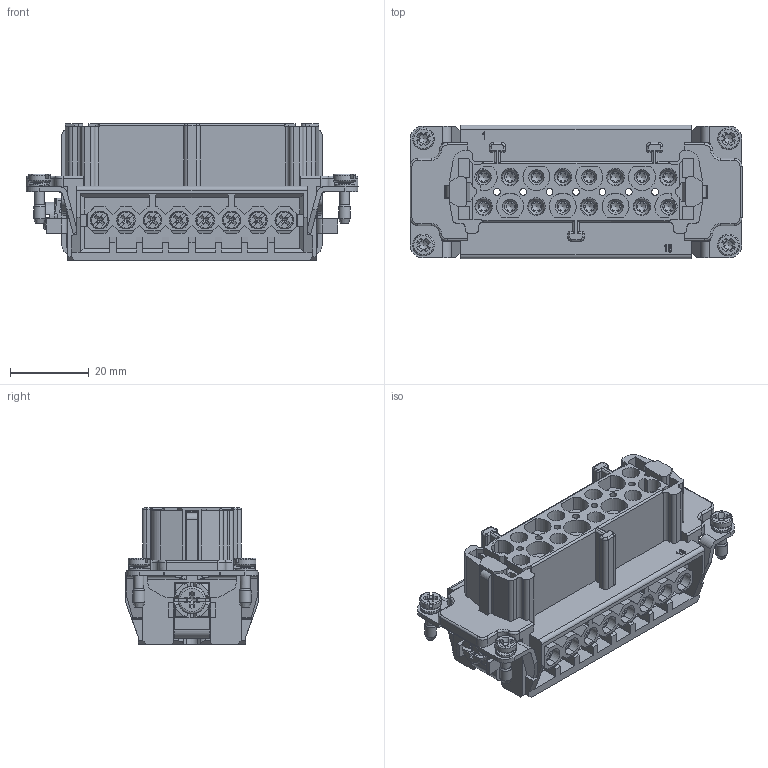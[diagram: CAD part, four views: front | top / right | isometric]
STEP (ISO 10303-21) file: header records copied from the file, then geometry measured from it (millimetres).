
FILE_DESCRIPTION(/* description */ (''),/* implementation_level */ '2;1');
FILE_NAME(/* name */ '100095095ugm000_c.stp',/* time_stamp */ '2017-10-27T11:51:02+02:00',/* author */ (''),/* organization */ (''),/* preprocessor_version */ 'ST-DEVELOPER v16',/* originating_system */ 'SIEMENS PLM Software NX 10.0',/* authorisation */ '');
FILE_SCHEMA (('AUTOMOTIVE_DESIGN { 1 0 10303 214 3 1 1 1 }'));
Products named in the file (1): 100095095ugm000_c
Bounding box: 84.35 x 33.9 x 34.6 mm (x, y, z)
Volume: 34694.9 mm3; surface area: 46175.9 mm2
Topology: 1 solids, 1 shells, 3917 faces, 11664 edges, 7682 vertices
Faces by surface type: plane 2080, cylinder 617, bspline 532, cone 458, torus 132, extrusion 76, sphere 22
Full cylindrical faces by diameter (mm): 0.335 x1, 0.492 x1, 1.7 x7, 2.438 x2, 2.5 x33, 2.85 x16, 3 x36, 3.2 x17, 3.5 x1, 3.7 x1, 4 x1, 4.4 x16, 4.5 x2, 5.5 x4, 7 x1
Entity records: 177474 total; most frequent: CARTESIAN_POINT 52055, ORIENTED_EDGE 21830, DIRECTION 18177, EDGE_CURVE 10915, VERTEX_POINT 7271, AXIS2_PLACEMENT_3D 6383, VECTOR 5411, LINE 5335
